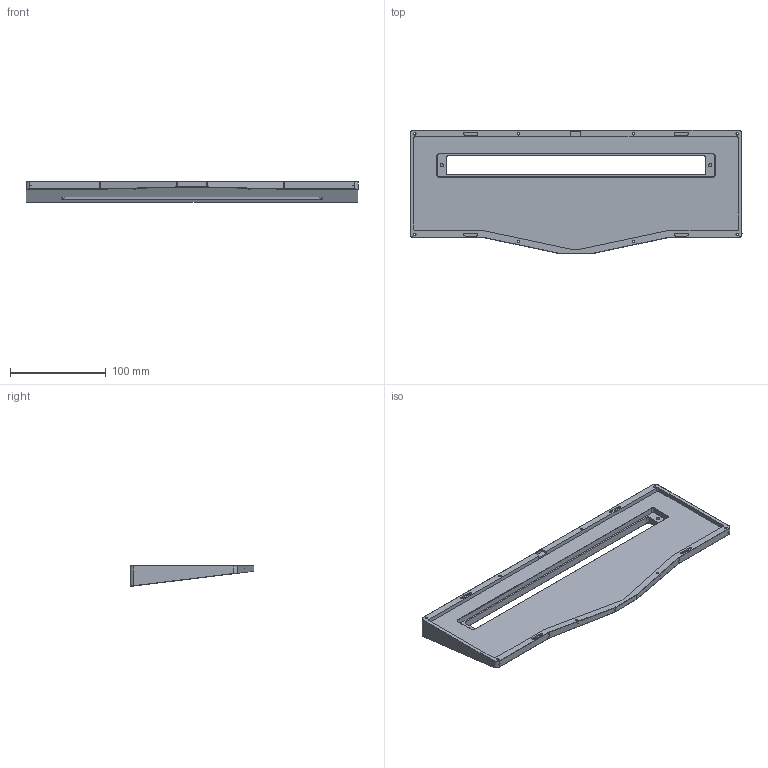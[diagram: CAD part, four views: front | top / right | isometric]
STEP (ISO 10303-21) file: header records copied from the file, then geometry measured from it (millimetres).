
FILE_DESCRIPTION(/* description */ (''),/* implementation_level */ '2;1');
FILE_SCHEMA (('AUTOMOTIVE_DESIGN { 1 0 10303 214 3 1 1 }'));
Length unit declared in the file: millimetre
Products named in the file (1): Bottom Case
Bounding box: 346.8 x 129.45 x 21.69 mm (x, y, z)
Volume: 352415.2 mm3; surface area: 97127.8 mm2
Topology: 1 solids, 1 shells, 171 faces, 416 edges, 262 vertices
Faces by surface type: plane 85, cylinder 53, bspline 22, cone 11
Full cylindrical faces by diameter (mm): 2.529 x8, 3.3 x2, 5.6 x4, 5.75 x4
Entity records: 5378 total; most frequent: CARTESIAN_POINT 1360, ORIENTED_EDGE 832, DIRECTION 776, EDGE_CURVE 416, LINE 268, VECTOR 268, VERTEX_POINT 262, AXIS2_PLACEMENT_3D 254
